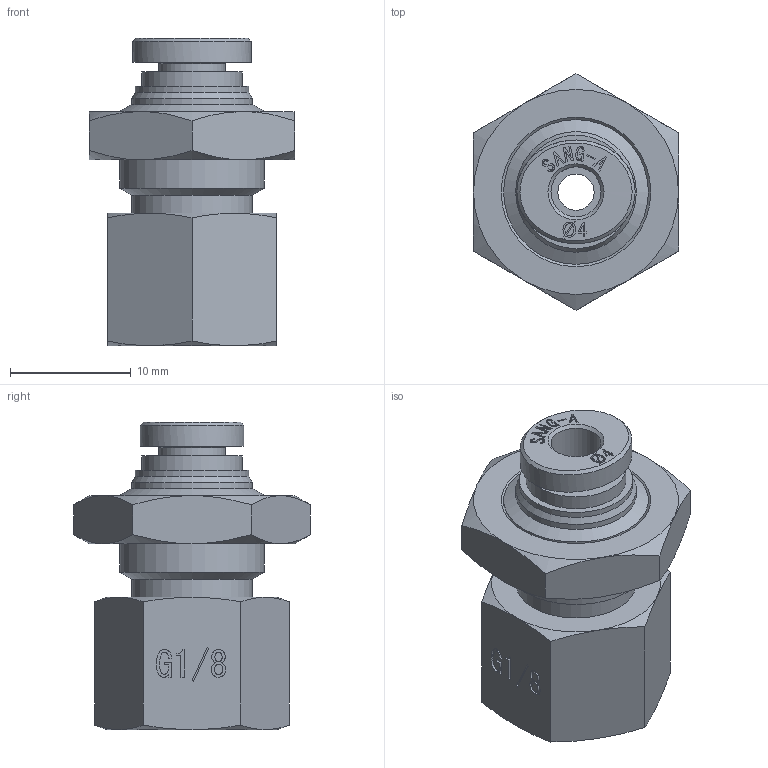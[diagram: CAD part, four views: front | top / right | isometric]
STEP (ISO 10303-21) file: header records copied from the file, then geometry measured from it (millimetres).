
FILE_DESCRIPTION((''),'2;1');
FILE_NAME('F-PMF 04G01.stp','2021-02-24T17:43:37',('Administrator'),(''),'Autodesk Inventor 2013','Autodesk Inventor 2013','');
FILE_SCHEMA(('CONFIG_CONTROL_DESIGN'));
Length unit declared in the file: millimetre
Products named in the file (4): F-PMF 04G01; F-SLEEVE 04(SUS); F-PMF BODY 04G01; NUT 04(SUS)
Assembly tree (3 placements, depth 2):
  F-PMF 04G01
    F-SLEEVE 04(SUS)
    F-PMF BODY 04G01
    NUT 04(SUS)
Bounding box: 17 x 19.63 x 25.5 mm (x, y, z)
Volume: 2970 mm3; surface area: 2610.4 mm2
Topology: 3 solids, 3 shells, 290 faces, 734 edges, 478 vertices
Faces by surface type: plane 142, bspline 102, cone 32, cylinder 14
Full cylindrical faces by diameter (mm): 2.046 x1, 3 x1, 4.15 x1, 4.2 x1, 5.5 x1, 8.3 x1, 8.566 x1, 9.4 x1, 10 x2, 11.2 x1, 12 x1
Entity records: 8887 total; most frequent: CARTESIAN_POINT 2630, ORIENTED_EDGE 1424, DIRECTION 924, EDGE_CURVE 712, VERTEX_POINT 476, VECTOR 404, LINE 404, EDGE_LOOP 344
